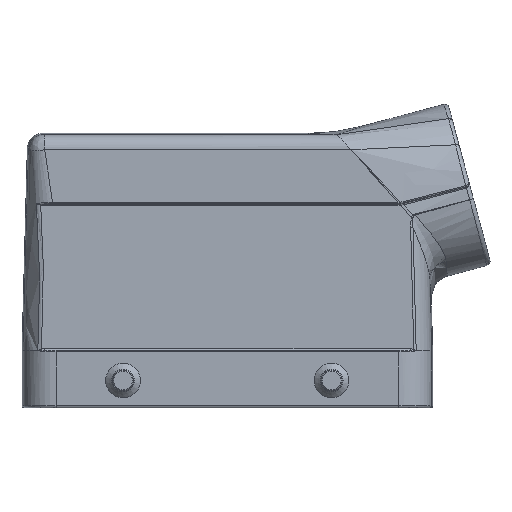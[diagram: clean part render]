
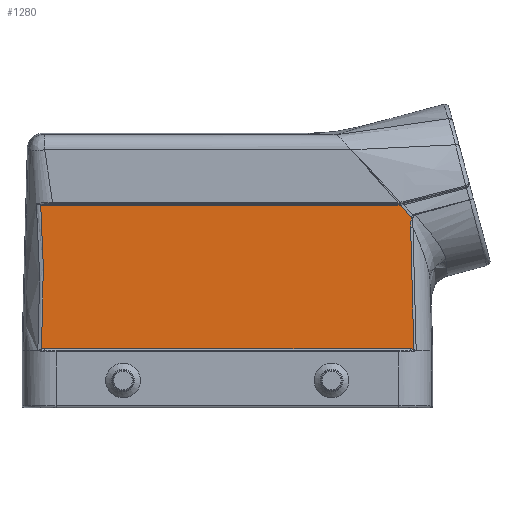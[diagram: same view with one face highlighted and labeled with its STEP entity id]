
A CAD part, front view. The second image highlights one B-rep face of the part: STEP entity #1280.
In plain terms, the highlighted planar face has unit normal (0, -1, 0.015).
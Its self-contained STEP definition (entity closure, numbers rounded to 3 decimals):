
#907=FACE_OUTER_BOUND('',#2143,.T.);
#1280=ADVANCED_FACE('',(#907),#1693,.T.);
#1693=PLANE('',#7509);
#2143=EDGE_LOOP('',(#2789,#2790,#2791,#2792,#2793,#2794,#2795,#2796,#2797,
#2798));
#2789=ORIENTED_EDGE('',*,*,#5228,.T.);
#2790=ORIENTED_EDGE('',*,*,#5229,.T.);
#2791=ORIENTED_EDGE('',*,*,#5230,.T.);
#2792=ORIENTED_EDGE('',*,*,#5231,.T.);
#2793=ORIENTED_EDGE('',*,*,#5232,.T.);
#2794=ORIENTED_EDGE('',*,*,#5233,.T.);
#2795=ORIENTED_EDGE('',*,*,#5234,.T.);
#2796=ORIENTED_EDGE('',*,*,#5235,.T.);
#2797=ORIENTED_EDGE('',*,*,#5236,.T.);
#2798=ORIENTED_EDGE('',*,*,#5237,.T.);
#4653=VERTEX_POINT('',#11319);
#4654=VERTEX_POINT('',#11320);
#4655=VERTEX_POINT('',#11325);
#4656=VERTEX_POINT('',#11327);
#4657=VERTEX_POINT('',#11335);
#4658=VERTEX_POINT('',#11337);
#4659=VERTEX_POINT('',#11342);
#4660=VERTEX_POINT('',#11356);
#4661=VERTEX_POINT('',#11361);
#4662=VERTEX_POINT('',#11363);
#5228=EDGE_CURVE('',#4653,#4654,#7033,.T.);
#5229=EDGE_CURVE('',#4654,#4655,#7034,.T.);
#5230=EDGE_CURVE('',#4655,#4656,#6131,.T.);
#5231=EDGE_CURVE('',#4656,#4657,#7035,.T.);
#5232=EDGE_CURVE('',#4657,#4658,#6132,.T.);
#5233=EDGE_CURVE('',#4658,#4659,#7036,.T.);
#5234=EDGE_CURVE('',#4659,#4660,#7037,.T.);
#5235=EDGE_CURVE('',#4660,#4661,#7038,.T.);
#5236=EDGE_CURVE('',#4661,#4662,#6133,.T.);
#5237=EDGE_CURVE('',#4662,#4653,#7039,.T.);
#6131=LINE('',#11326,#6547);
#6132=LINE('',#11336,#6548);
#6133=LINE('',#11362,#6549);
#6547=VECTOR('',#8173,1.);
#6548=VECTOR('',#8174,1.);
#6549=VECTOR('',#8175,1.);
#7033=B_SPLINE_CURVE_WITH_KNOTS('',3,(#11311,#11312,#11313,#11314,#11315,
#11316,#11317,#11318),.UNSPECIFIED.,.F.,.F.,(4,2,2,4),(0.,0.5,0.75,1.),
 .UNSPECIFIED.);
#7034=B_SPLINE_CURVE_WITH_KNOTS('',3,(#11321,#11322,#11323,#11324),
 .UNSPECIFIED.,.F.,.F.,(4,4),(0.,1.),.UNSPECIFIED.);
#7035=B_SPLINE_CURVE_WITH_KNOTS('',3,(#11328,#11329,#11330,#11331,#11332,
#11333,#11334),.UNSPECIFIED.,.F.,.F.,(4,3,4),(0.,0.371,1.),
 .UNSPECIFIED.);
#7036=B_SPLINE_CURVE_WITH_KNOTS('',3,(#11338,#11339,#11340,#11341),
 .UNSPECIFIED.,.F.,.F.,(4,4),(0.,1.),.UNSPECIFIED.);
#7037=B_SPLINE_CURVE_WITH_KNOTS('',3,(#11343,#11344,#11345,#11346,#11347,
#11348,#11349,#11350,#11351,#11352,#11353,#11354,#11355),.UNSPECIFIED.,
 .F.,.F.,(4,3,3,3,4),(0.,0.254,0.555,0.996,
1.),.UNSPECIFIED.);
#7038=B_SPLINE_CURVE_WITH_KNOTS('',3,(#11357,#11358,#11359,#11360),
 .UNSPECIFIED.,.F.,.F.,(4,4),(0.,1.),.UNSPECIFIED.);
#7039=B_SPLINE_CURVE_WITH_KNOTS('',3,(#11364,#11365,#11366,#11367),
 .UNSPECIFIED.,.F.,.F.,(4,4),(0.,1.),.UNSPECIFIED.);
#7509=AXIS2_PLACEMENT_3D('',#11368,#8176,#8177);
#8173=DIRECTION('',(1.,0.,0.));
#8174=DIRECTION('',(-0.026,0.015,1.));
#8175=DIRECTION('',(-1.,0.,0.));
#8176=DIRECTION('',(0.,-1.,0.015));
#8177=DIRECTION('',(0.,-0.015,-1.));
#11311=CARTESIAN_POINT('',(-42.492,-20.001,37.105));
#11312=CARTESIAN_POINT('',(-42.113,-20.084,31.656));
#11313=CARTESIAN_POINT('',(-41.84,-20.166,26.196));
#11314=CARTESIAN_POINT('',(-41.929,-20.29,18.006));
#11315=CARTESIAN_POINT('',(-42.026,-20.332,15.275));
#11316=CARTESIAN_POINT('',(-42.167,-20.415,9.815));
#11317=CARTESIAN_POINT('',(-42.238,-20.456,7.085));
#11318=CARTESIAN_POINT('',(-42.309,-20.497,4.354));
#11319=CARTESIAN_POINT('',(-42.492,-20.001,37.105));
#11320=CARTESIAN_POINT('',(-42.309,-20.497,4.354));
#11321=CARTESIAN_POINT('',(-42.309,-20.497,4.354));
#11322=CARTESIAN_POINT('',(-42.099,-20.496,4.409));
#11323=CARTESIAN_POINT('',(-41.878,-20.496,4.424));
#11324=CARTESIAN_POINT('',(-41.661,-20.496,4.424));
#11325=CARTESIAN_POINT('',(-41.661,-20.496,4.424));
#11326=CARTESIAN_POINT('',(42.208,-20.496,4.424));
#11327=CARTESIAN_POINT('',(41.661,-20.496,4.424));
#11328=CARTESIAN_POINT('',(41.661,-20.496,4.424));
#11329=CARTESIAN_POINT('',(41.761,-20.496,4.424));
#11330=CARTESIAN_POINT('',(41.862,-20.496,4.421));
#11331=CARTESIAN_POINT('',(41.962,-20.496,4.412));
#11332=CARTESIAN_POINT('',(42.13,-20.497,4.397));
#11333=CARTESIAN_POINT('',(42.3,-20.497,4.368));
#11334=CARTESIAN_POINT('',(42.457,-20.498,4.307));
#11335=CARTESIAN_POINT('',(42.457,-20.498,4.307));
#11336=CARTESIAN_POINT('',(42.466,-20.503,3.981));
#11337=CARTESIAN_POINT('',(41.738,-20.077,32.074));
#11338=CARTESIAN_POINT('',(41.738,-20.077,32.074));
#11339=CARTESIAN_POINT('',(41.718,-20.066,32.818));
#11340=CARTESIAN_POINT('',(41.745,-20.055,33.557));
#11341=CARTESIAN_POINT('',(41.919,-20.044,34.285));
#11342=CARTESIAN_POINT('',(41.919,-20.044,34.285));
#11343=CARTESIAN_POINT('',(41.919,-20.044,34.285));
#11344=CARTESIAN_POINT('',(41.713,-20.04,34.527));
#11345=CARTESIAN_POINT('',(41.507,-20.036,34.768));
#11346=CARTESIAN_POINT('',(41.299,-20.033,35.008));
#11347=CARTESIAN_POINT('',(41.053,-20.029,35.293));
#11348=CARTESIAN_POINT('',(40.806,-20.024,35.576));
#11349=CARTESIAN_POINT('',(40.558,-20.02,35.858));
#11350=CARTESIAN_POINT('',(40.193,-20.014,36.271));
#11351=CARTESIAN_POINT('',(39.826,-20.007,36.682));
#11352=CARTESIAN_POINT('',(39.457,-20.001,37.091));
#11353=CARTESIAN_POINT('',(39.453,-20.001,37.095));
#11354=CARTESIAN_POINT('',(39.45,-20.001,37.099));
#11355=CARTESIAN_POINT('',(39.446,-20.001,37.103));
#11356=CARTESIAN_POINT('',(39.446,-20.001,37.103));
#11357=CARTESIAN_POINT('',(39.446,-20.001,37.103));
#11358=CARTESIAN_POINT('',(39.248,-20.001,37.08));
#11359=CARTESIAN_POINT('',(39.047,-20.002,37.069));
#11360=CARTESIAN_POINT('',(38.848,-20.002,37.069));
#11361=CARTESIAN_POINT('',(38.848,-20.002,37.069));
#11362=CARTESIAN_POINT('',(-42.508,-20.002,37.069));
#11363=CARTESIAN_POINT('',(-42.053,-20.002,37.069));
#11364=CARTESIAN_POINT('',(-42.053,-20.002,37.069));
#11365=CARTESIAN_POINT('',(-42.2,-20.002,37.069));
#11366=CARTESIAN_POINT('',(-42.348,-20.001,37.078));
#11367=CARTESIAN_POINT('',(-42.492,-20.001,37.105));
#11368=CARTESIAN_POINT('',(50.,-20.5,4.176));
